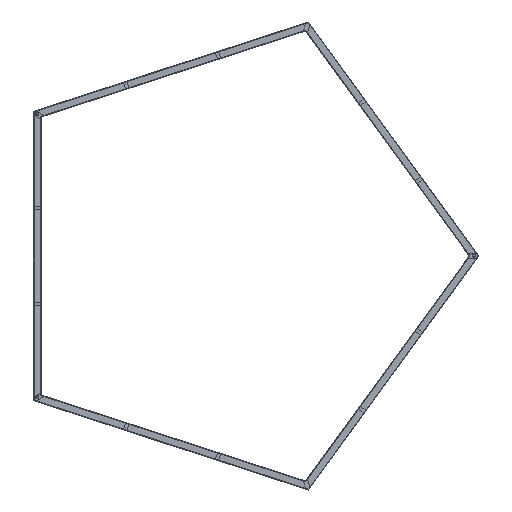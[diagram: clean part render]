
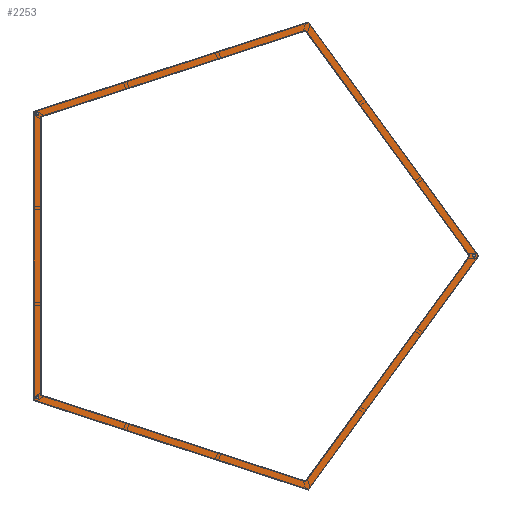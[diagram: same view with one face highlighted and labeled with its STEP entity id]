
A CAD part, top view. The second image highlights one B-rep face of the part: STEP entity #2253.
In plain terms, the highlighted face is planar.
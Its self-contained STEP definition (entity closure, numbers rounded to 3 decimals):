
#85=FACE_BOUND('',#396,.T.);
#86=FACE_BOUND('',#397,.T.);
#87=FACE_BOUND('',#398,.T.);
#88=FACE_BOUND('',#399,.T.);
#124=PLANE('',#2487);
#245=FACE_OUTER_BOUND('',#395,.T.);
#395=EDGE_LOOP('',(#1716,#1717,#1718,#1719,#1720));
#396=EDGE_LOOP('',(#1721));
#397=EDGE_LOOP('',(#1722));
#398=EDGE_LOOP('',(#1723));
#399=EDGE_LOOP('',(#1724,#1725,#1726,#1727,#1728));
#583=LINE('',#3447,#850);
#585=LINE('',#3456,#852);
#586=LINE('',#3460,#853);
#587=LINE('',#3463,#854);
#589=LINE('',#3466,#856);
#603=LINE('',#3496,#870);
#604=LINE('',#3498,#871);
#605=LINE('',#3500,#872);
#606=LINE('',#3502,#873);
#607=LINE('',#3503,#874);
#850=VECTOR('',#2760,10.);
#852=VECTOR('',#2770,10.);
#853=VECTOR('',#2775,10.);
#854=VECTOR('',#2780,10.);
#856=VECTOR('',#2784,10.);
#870=VECTOR('',#2802,10.);
#871=VECTOR('',#2803,10.);
#872=VECTOR('',#2804,10.);
#873=VECTOR('',#2805,10.);
#874=VECTOR('',#2806,10.);
#1056=CIRCLE('',#2451,1.5);
#1058=CIRCLE('',#2455,1.5);
#1060=CIRCLE('',#2459,1.5);
#1078=VERTEX_POINT('',#3297);
#1080=VERTEX_POINT('',#3304);
#1082=VERTEX_POINT('',#3311);
#1139=VERTEX_POINT('',#3445);
#1140=VERTEX_POINT('',#3446);
#1142=VERTEX_POINT('',#3453);
#1143=VERTEX_POINT('',#3455);
#1144=VERTEX_POINT('',#3459);
#1157=VERTEX_POINT('',#3494);
#1158=VERTEX_POINT('',#3495);
#1159=VERTEX_POINT('',#3497);
#1160=VERTEX_POINT('',#3499);
#1161=VERTEX_POINT('',#3501);
#1278=EDGE_CURVE('',#1078,#1078,#1056,.T.);
#1281=EDGE_CURVE('',#1080,#1080,#1058,.T.);
#1284=EDGE_CURVE('',#1082,#1082,#1060,.T.);
#1350=EDGE_CURVE('',#1139,#1140,#583,.T.);
#1355=EDGE_CURVE('',#1142,#1143,#585,.T.);
#1357=EDGE_CURVE('',#1140,#1144,#586,.T.);
#1359=EDGE_CURVE('',#1144,#1142,#587,.T.);
#1361=EDGE_CURVE('',#1143,#1139,#589,.T.);
#1375=EDGE_CURVE('',#1157,#1158,#603,.T.);
#1376=EDGE_CURVE('',#1159,#1157,#604,.T.);
#1377=EDGE_CURVE('',#1160,#1159,#605,.T.);
#1378=EDGE_CURVE('',#1161,#1160,#606,.T.);
#1379=EDGE_CURVE('',#1158,#1161,#607,.T.);
#1716=ORIENTED_EDGE('',*,*,#1355,.F.);
#1717=ORIENTED_EDGE('',*,*,#1359,.F.);
#1718=ORIENTED_EDGE('',*,*,#1357,.F.);
#1719=ORIENTED_EDGE('',*,*,#1350,.F.);
#1720=ORIENTED_EDGE('',*,*,#1361,.F.);
#1721=ORIENTED_EDGE('',*,*,#1278,.T.);
#1722=ORIENTED_EDGE('',*,*,#1281,.T.);
#1723=ORIENTED_EDGE('',*,*,#1284,.T.);
#1724=ORIENTED_EDGE('',*,*,#1375,.F.);
#1725=ORIENTED_EDGE('',*,*,#1376,.F.);
#1726=ORIENTED_EDGE('',*,*,#1377,.F.);
#1727=ORIENTED_EDGE('',*,*,#1378,.F.);
#1728=ORIENTED_EDGE('',*,*,#1379,.F.);
#2253=ADVANCED_FACE('',(#245,#85,#86,#87,#88),#124,.F.);
#2451=AXIS2_PLACEMENT_3D('',#3298,#2647,#2648);
#2455=AXIS2_PLACEMENT_3D('',#3305,#2656,#2657);
#2459=AXIS2_PLACEMENT_3D('',#3312,#2665,#2666);
#2487=AXIS2_PLACEMENT_3D('',#3493,#2800,#2801);
#2647=DIRECTION('center_axis',(0.,0.,1.));
#2648=DIRECTION('ref_axis',(0.809,0.588,0.));
#2656=DIRECTION('center_axis',(0.,0.,1.));
#2657=DIRECTION('ref_axis',(0.809,-0.588,0.));
#2665=DIRECTION('center_axis',(0.,0.,1.));
#2666=DIRECTION('ref_axis',(-1.,0.,0.));
#2760=DIRECTION('',(0.,-1.,0.));
#2770=DIRECTION('',(-0.588,0.809,0.));
#2775=DIRECTION('',(0.951,-0.309,0.));
#2780=DIRECTION('',(0.588,0.809,0.));
#2784=DIRECTION('',(-0.951,-0.309,0.));
#2800=DIRECTION('center_axis',(0.,0.,1.));
#2801=DIRECTION('ref_axis',(1.,0.,0.));
#2802=DIRECTION('',(0.,1.,0.));
#2803=DIRECTION('',(-0.951,0.309,0.));
#2804=DIRECTION('',(-0.588,-0.809,0.));
#2805=DIRECTION('',(0.588,-0.809,0.));
#2806=DIRECTION('',(0.951,0.309,0.));
#3297=CARTESIAN_POINT('',(-676.154,-491.255,0.));
#3298=CARTESIAN_POINT('Origin',(-674.941,-490.373,0.));
#3304=CARTESIAN_POINT('',(-676.154,491.255,0.));
#3305=CARTESIAN_POINT('Origin',(-674.941,490.373,0.));
#3311=CARTESIAN_POINT('',(835.773,0.,0.));
#3312=CARTESIAN_POINT('Origin',(834.273,0.,0.));
#3445=CARTESIAN_POINT('',(-687.441,499.455,0.));
#3446=CARTESIAN_POINT('',(-687.441,-499.455,0.));
#3447=CARTESIAN_POINT('',(-687.441,448.434,0.));
#3453=CARTESIAN_POINT('',(849.724,0.,0.));
#3455=CARTESIAN_POINT('',(262.579,808.135,0.));
#3456=CARTESIAN_POINT('',(703.098,201.813,0.));
#3459=CARTESIAN_POINT('',(262.579,-808.135,0.));
#3460=CARTESIAN_POINT('',(-261.473,-637.86,0.));
#3463=CARTESIAN_POINT('',(597.927,-346.568,0.));
#3466=CARTESIAN_POINT('',(330.692,830.267,0.));
#3493=CARTESIAN_POINT('Origin',(546.242,396.868,0.));
#3494=CARTESIAN_POINT('',(-662.441,-481.292,0.));
#3495=CARTESIAN_POINT('',(-662.441,481.292,0.));
#3496=CARTESIAN_POINT('',(-662.441,-41.939,0.));
#3497=CARTESIAN_POINT('',(253.03,-778.746,0.));
#3498=CARTESIAN_POINT('',(212.625,-765.618,0.));
#3499=CARTESIAN_POINT('',(818.822,0.,0.));
#3500=CARTESIAN_POINT('',(865.936,64.847,0.));
#3501=CARTESIAN_POINT('',(253.03,778.746,0.));
#3502=CARTESIAN_POINT('',(394.638,583.839,0.));
#3503=CARTESIAN_POINT('',(-127.955,654.956,0.));
